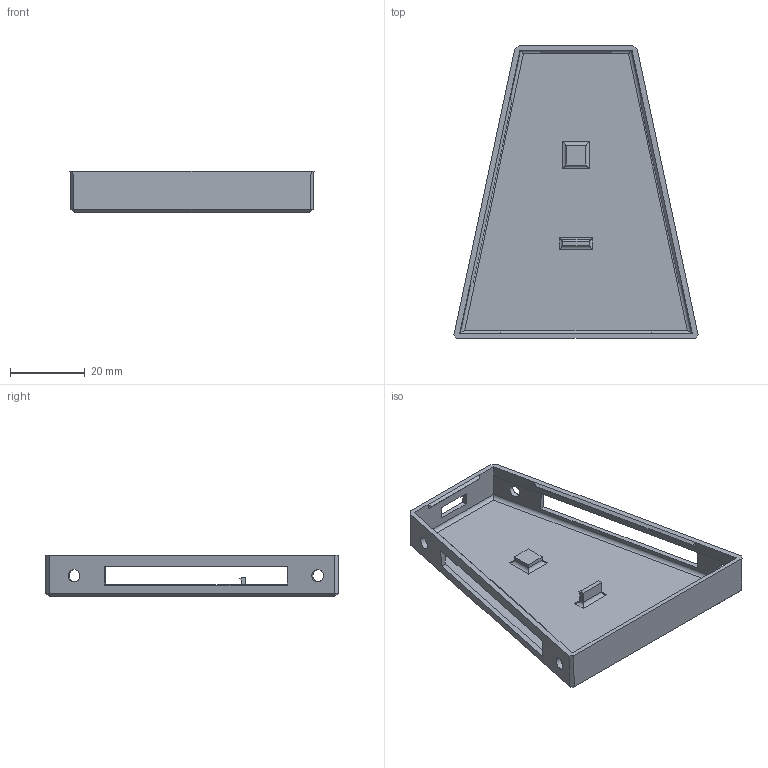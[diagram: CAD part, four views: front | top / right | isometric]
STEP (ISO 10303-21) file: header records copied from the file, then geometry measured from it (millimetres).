
FILE_DESCRIPTION(('FreeCAD Model'),'2;1');
FILE_NAME('Open CASCADE Shape Model','2024-03-22T18:29:56',(''),(''), 'Open CASCADE STEP processor 7.7','FreeCAD','Unknown');
FILE_SCHEMA(('AUTOMOTIVE_DESIGN { 1 0 10303 214 1 1 1 1 }'));
Length unit declared in the file: millimetre
Products named in the file (1): CentreBoxAngled
Bounding box: 65.31 x 78.35 x 11.2 mm (x, y, z)
Volume: 7200.5 mm3; surface area: 12163.1 mm2
Topology: 1 solids, 1 shells, 95 faces, 244 edges, 152 vertices
Faces by surface type: plane 63, cylinder 16, bspline 16
Entity records: 2840 total; most frequent: CARTESIAN_POINT 556, ORIENTED_EDGE 488, DIRECTION 412, EDGE_CURVE 244, LINE 204, VECTOR 204, VERTEX_POINT 152, FACE_BOUND 110
